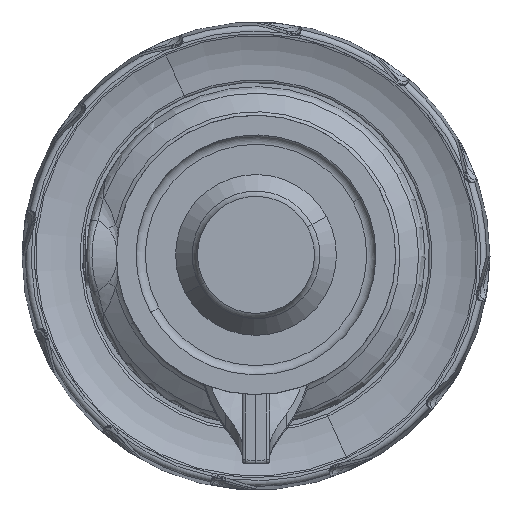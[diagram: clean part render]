
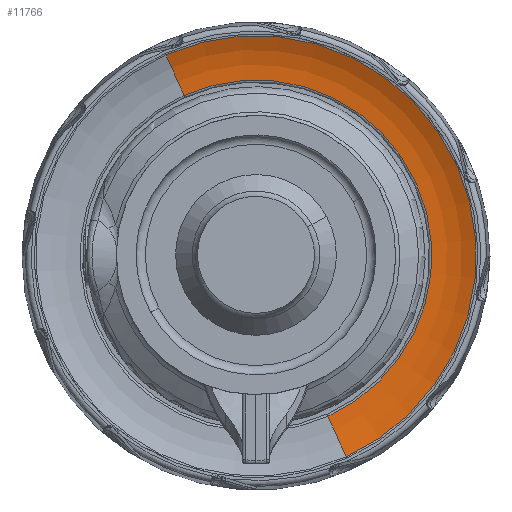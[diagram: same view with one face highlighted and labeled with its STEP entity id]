
A CAD part, top view. The second image highlights one B-rep face of the part: STEP entity #11766.
In plain terms, the highlighted toroidal (fillet/blend) face has major radius 37.934 mm and minor radius 21 mm.
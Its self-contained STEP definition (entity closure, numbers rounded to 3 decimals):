
#3075=CARTESIAN_POINT('',(0.,0.,
5.414));
#3076=DIRECTION('',(0.,0.,1.));
#3077=DIRECTION('',(0.409,-0.912,0.));
#3078=AXIS2_PLACEMENT_3D('',#3075,#3076,#3077);
#3095=CARTESIAN_POINT('',(15.518,-34.615,24.095));
#3096=DIRECTION('',(0.912,0.409,0.));
#3097=DIRECTION('',(0.187,-0.417,-0.89));
#3098=AXIS2_PLACEMENT_3D('',#3095,#3096,#3097);
#3105=CARTESIAN_POINT('',(0.,0.,
3.095));
#3106=DIRECTION('',(0.,0.,1.));
#3107=DIRECTION('',(0.409,-0.912,0.));
#3108=AXIS2_PLACEMENT_3D('',#3105,#3106,#3107);
#3115=CARTESIAN_POINT('',(-15.518,34.615,24.095));
#3116=DIRECTION('',(-0.912,-0.409,0.));
#3117=DIRECTION('',(-0.187,0.417,-0.89));
#3118=AXIS2_PLACEMENT_3D('',#3115,#3116,#3117);
#7506=CARTESIAN_POINT('',(19.442,-43.368,5.414));
#7508=VERTEX_POINT('',#7506);
#7510=CARTESIAN_POINT('',(-19.442,43.368,5.414));
#7512=VERTEX_POINT('',#7510);
#7522=CARTESIAN_POINT('',(-15.524,34.629,3.095));
#7523=VERTEX_POINT('',#7522);
#7524=CARTESIAN_POINT('',(15.524,-34.629,3.095));
#7525=VERTEX_POINT('',#7524);
#11755=CARTESIAN_POINT('',(0.,0.,
24.095));
#11756=DIRECTION('',(0.,0.,1.));
#11757=DIRECTION('',(0.409,-0.912,0.));
#11758=AXIS2_PLACEMENT_3D('',#11755,#11756,#11757);
#11759=TOROIDAL_SURFACE('',#11758,37.934,21.);
#11760=ORIENTED_EDGE('',*,*,#11690,.F.);
#11761=ORIENTED_EDGE('',*,*,#11718,.T.);
#11762=ORIENTED_EDGE('',*,*,#11746,.T.);
#11763=ORIENTED_EDGE('',*,*,#11721,.F.);
#11764=EDGE_LOOP('',(#11760,#11761,#11762,#11763));
#11765=FACE_OUTER_BOUND('',#11764,.F.);
#11766=ADVANCED_FACE('',(#11765),#11759,.F.);
#3079=CIRCLE('',#3078,47.527);
#3099=CIRCLE('',#3098,21.);
#3109=CIRCLE('',#3108,37.95);
#3119=CIRCLE('',#3118,21.);
#11690=EDGE_CURVE('',#7508,#7512,#3079,.T.);
#11718=EDGE_CURVE('',#7508,#7525,#3099,.T.);
#11721=EDGE_CURVE('',#7512,#7523,#3119,.T.);
#11746=EDGE_CURVE('',#7525,#7523,#3109,.T.);
